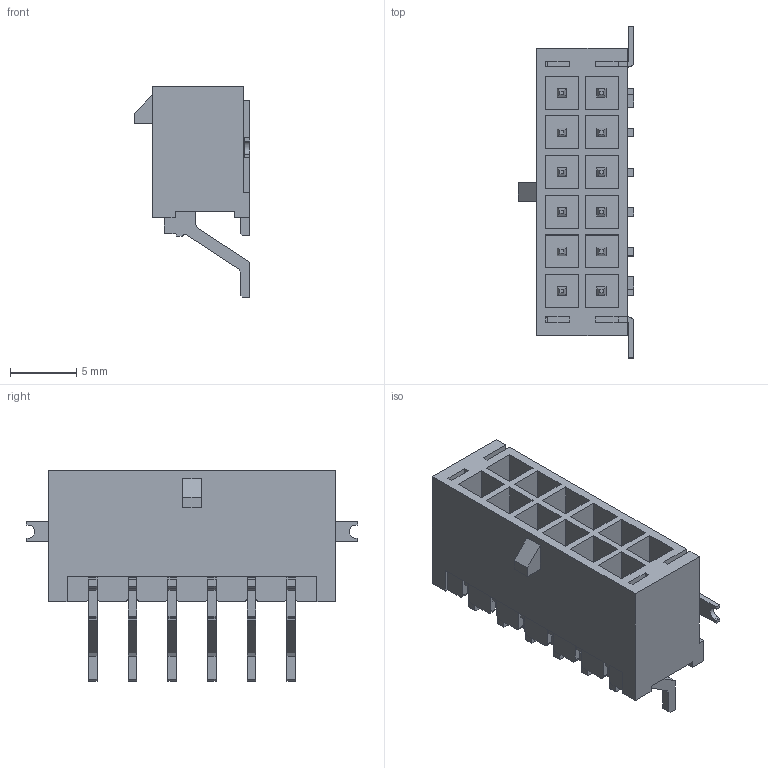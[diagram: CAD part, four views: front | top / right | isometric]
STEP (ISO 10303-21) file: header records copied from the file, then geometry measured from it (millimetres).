
FILE_DESCRIPTION(/* description */ ('Unknown'),/* implementation_level */ '2;1');
FILE_NAME(/* name */ '662012231722',/* time_stamp */ '2017-07-20T09:12:18+02:00',/* author */ ('Unknown'),/* organization */ ('Unknown'),/* preprocessor_version */ 'ST-DEVELOPER v16.7',/* originating_system */ 'DEX',/* authorisation */ $);
FILE_SCHEMA (('AUTOMOTIVE_DESIGN {1 0 10303 214 3 1 1}'));
Length unit declared in the file: millimetre
Products named in the file (5): 6620xx231722; 662012231722; 6620xx231722_PATTE; 6620xx231722_PIN_COURTE; 6620xx231722_PIN_LONGUE
Assembly tree (15 placements, depth 2):
  6620xx231722
    662012231722
    6620xx231722_PATTE  x2
    6620xx231722_PIN_COURTE  x6
    6620xx231722_PIN_LONGUE  x6
Bounding box: 8.76 x 25.1 x 15.9 mm (x, y, z)
Volume: 955.2 mm3; surface area: 2638.8 mm2
Topology: 15 solids, 15 shells, 643 faces, 1800 edges, 1184 vertices
Faces by surface type: plane 571, cylinder 72
Entity records: 11583 total; most frequent: CARTESIAN_POINT 2051, ORIENTED_EDGE 2030, DIRECTION 1807, EDGE_CURVE 1015, LINE 947, VECTOR 947, VERTEX_POINT 674, AXIS2_PLACEMENT_3D 430
